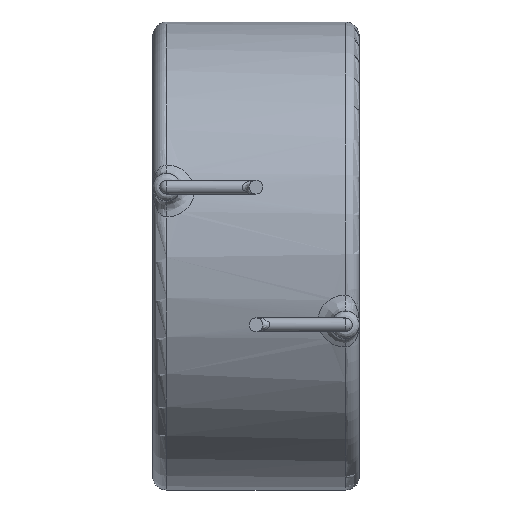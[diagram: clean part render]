
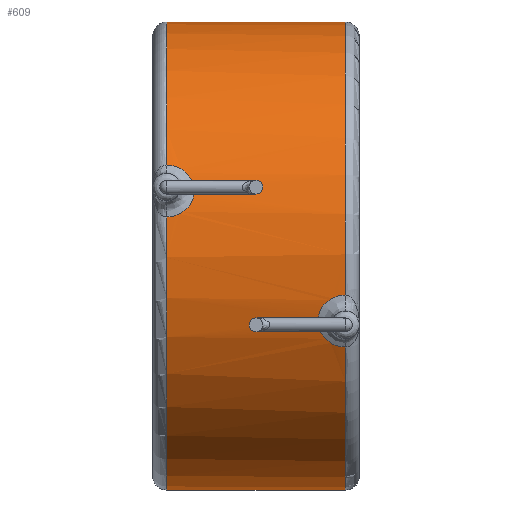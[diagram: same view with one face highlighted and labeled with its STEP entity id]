
A CAD part, left-side view. The second image highlights one B-rep face of the part: STEP entity #609.
In plain terms, the highlighted cylindrical face has radius 8.5 mm (diameter 17 mm), a full revolution.
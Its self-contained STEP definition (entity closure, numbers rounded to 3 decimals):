
#94=LINE('',#1678,#103);
#103=VECTOR('',#882,8.5);
#112=CYLINDRICAL_SURFACE('',#701,8.5);
#213=FACE_OUTER_BOUND('',#246,.T.);
#246=EDGE_LOOP('',(#561,#562,#563,#564,#565,#566,#567,#568,#569,#570));
#259=B_SPLINE_CURVE_WITH_KNOTS('',3,(#1421,#1422,#1423,#1424,#1425,#1426,
#1427,#1428,#1429),.UNSPECIFIED.,.F.,.F.,(4,1,1,1,1,1,4),(-0.321,
-0.275,-0.229,-0.138,-0.092,
-0.046,0.),.UNSPECIFIED.);
#260=B_SPLINE_CURVE_WITH_KNOTS('',3,(#1588,#1589,#1590,#1591,#1592,#1593,
#1594,#1595,#1596),.UNSPECIFIED.,.F.,.F.,(4,1,1,1,1,1,4),(-0.321,
-0.275,-0.252,-0.183,-0.092,
-0.046,0.),.UNSPECIFIED.);
#264=CIRCLE('',#635,8.5);
#265=CIRCLE('',#636,8.5);
#267=CIRCLE('',#639,8.5);
#268=CIRCLE('',#640,8.5);
#298=CIRCLE('',#695,8.5);
#301=CIRCLE('',#699,8.5);
#315=VERTEX_POINT('',#946);
#317=VERTEX_POINT('',#950);
#318=VERTEX_POINT('',#959);
#319=VERTEX_POINT('',#963);
#321=VERTEX_POINT('',#966);
#322=VERTEX_POINT('',#968);
#354=VERTEX_POINT('',#1356);
#355=VERTEX_POINT('',#1586);
#359=EDGE_CURVE('',#317,#318,#264,.T.);
#360=EDGE_CURVE('',#318,#315,#265,.T.);
#362=EDGE_CURVE('',#319,#321,#267,.T.);
#363=EDGE_CURVE('',#321,#322,#268,.T.);
#419=EDGE_CURVE('',#322,#354,#259,.T.);
#421=EDGE_CURVE('',#354,#319,#298,.T.);
#424=EDGE_CURVE('',#355,#317,#260,.T.);
#426=EDGE_CURVE('',#315,#355,#301,.T.);
#428=EDGE_CURVE('',#318,#321,#94,.T.);
#561=ORIENTED_EDGE('',*,*,#424,.F.);
#562=ORIENTED_EDGE('',*,*,#426,.F.);
#563=ORIENTED_EDGE('',*,*,#360,.F.);
#564=ORIENTED_EDGE('',*,*,#428,.T.);
#565=ORIENTED_EDGE('',*,*,#362,.F.);
#566=ORIENTED_EDGE('',*,*,#421,.F.);
#567=ORIENTED_EDGE('',*,*,#419,.F.);
#568=ORIENTED_EDGE('',*,*,#363,.F.);
#569=ORIENTED_EDGE('',*,*,#428,.F.);
#570=ORIENTED_EDGE('',*,*,#359,.F.);
#609=ADVANCED_FACE('',(#213),#112,.T.);
#635=AXIS2_PLACEMENT_3D('',#960,#740,#741);
#636=AXIS2_PLACEMENT_3D('',#961,#742,#743);
#639=AXIS2_PLACEMENT_3D('',#967,#748,#749);
#640=AXIS2_PLACEMENT_3D('',#969,#750,#751);
#695=AXIS2_PLACEMENT_3D('',#1498,#868,#869);
#699=AXIS2_PLACEMENT_3D('',#1675,#876,#877);
#701=AXIS2_PLACEMENT_3D('',#1677,#880,#881);
#740=DIRECTION('center_axis',(0.,1.,0.));
#741=DIRECTION('ref_axis',(1.,0.,0.));
#742=DIRECTION('center_axis',(0.,1.,0.));
#743=DIRECTION('ref_axis',(1.,0.,0.));
#748=DIRECTION('center_axis',(0.,-1.,0.));
#749=DIRECTION('ref_axis',(1.,0.,0.));
#750=DIRECTION('center_axis',(0.,-1.,0.));
#751=DIRECTION('ref_axis',(1.,0.,0.));
#868=DIRECTION('center_axis',(0.,-1.,0.));
#869=DIRECTION('ref_axis',(1.,0.,0.));
#876=DIRECTION('center_axis',(0.,1.,0.));
#877=DIRECTION('ref_axis',(1.,0.,0.));
#880=DIRECTION('center_axis',(0.,1.,0.));
#881=DIRECTION('ref_axis',(-1.,0.,0.));
#882=DIRECTION('',(0.,-1.,0.));
#946=CARTESIAN_POINT('',(0.,7.,-8.5));
#950=CARTESIAN_POINT('',(-7.831,7.,3.306));
#959=CARTESIAN_POINT('',(8.5,7.,0.));
#960=CARTESIAN_POINT('Origin',(0.,7.,0.));
#961=CARTESIAN_POINT('Origin',(0.,7.,0.));
#963=CARTESIAN_POINT('',(0.,0.5,-8.5));
#966=CARTESIAN_POINT('',(8.5,0.5,0.));
#967=CARTESIAN_POINT('Origin',(0.,0.5,0.));
#968=CARTESIAN_POINT('',(-8.381,0.5,-1.417));
#969=CARTESIAN_POINT('Origin',(0.,0.5,0.));
#1356=CARTESIAN_POINT('',(-7.831,0.5,-3.306));
#1421=CARTESIAN_POINT('Ctrl Pts',(-8.381,0.5,-1.417));
#1422=CARTESIAN_POINT('Ctrl Pts',(-8.381,0.653,-1.417));
#1423=CARTESIAN_POINT('Ctrl Pts',(-8.37,0.957,-1.484));
#1424=CARTESIAN_POINT('Ctrl Pts',(-8.301,1.443,-1.859));
#1425=CARTESIAN_POINT('Ctrl Pts',(-8.147,1.572,-2.459));
#1426=CARTESIAN_POINT('Ctrl Pts',(-7.969,1.31,-2.965));
#1427=CARTESIAN_POINT('Ctrl Pts',(-7.861,0.958,-3.237));
#1428=CARTESIAN_POINT('Ctrl Pts',(-7.831,0.653,-3.306));
#1429=CARTESIAN_POINT('Ctrl Pts',(-7.831,0.5,-3.306));
#1498=CARTESIAN_POINT('Origin',(0.,0.5,0.));
#1586=CARTESIAN_POINT('',(-8.381,7.,1.417));
#1588=CARTESIAN_POINT('Ctrl Pts',(-8.381,7.,1.417));
#1589=CARTESIAN_POINT('Ctrl Pts',(-8.381,6.847,1.417));
#1590=CARTESIAN_POINT('Ctrl Pts',(-8.373,6.619,1.468));
#1591=CARTESIAN_POINT('Ctrl Pts',(-8.329,6.231,1.702));
#1592=CARTESIAN_POINT('Ctrl Pts',(-8.219,5.904,2.218));
#1593=CARTESIAN_POINT('Ctrl Pts',(-8.006,6.071,2.875));
#1594=CARTESIAN_POINT('Ctrl Pts',(-7.86,6.543,3.237));
#1595=CARTESIAN_POINT('Ctrl Pts',(-7.831,6.847,3.306));
#1596=CARTESIAN_POINT('Ctrl Pts',(-7.831,7.,3.306));
#1675=CARTESIAN_POINT('Origin',(0.,7.,0.));
#1677=CARTESIAN_POINT('Origin',(0.,0.,0.));
#1678=CARTESIAN_POINT('',(8.5,0.,0.));
